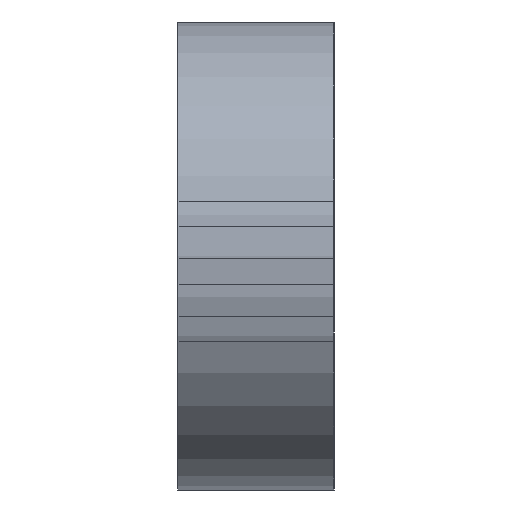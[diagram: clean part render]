
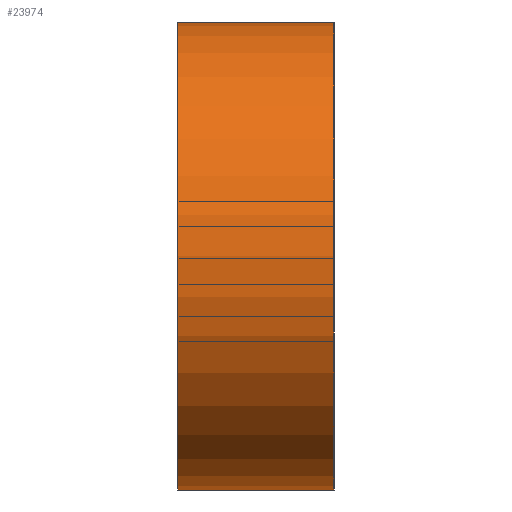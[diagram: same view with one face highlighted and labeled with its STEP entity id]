
A CAD part, left-side view. The second image highlights one B-rep face of the part: STEP entity #23974.
In plain terms, the highlighted cylindrical face has radius 38.1 mm (diameter 76.2 mm), a partial arc.
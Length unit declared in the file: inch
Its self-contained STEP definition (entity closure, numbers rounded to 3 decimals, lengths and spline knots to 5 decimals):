
#376 = CARTESIAN_POINT ( 'NONE',  ( -9.55006, 1., -1.5 ) ) ;
#1392 = DIRECTION ( 'NONE',  ( 0., 0., 1. ) ) ;
#1467 = EDGE_CURVE ( 'NONE', #18832, #15596, #22644, .T. ) ;
#3241 = VERTEX_POINT ( 'NONE', #5248 ) ;
#4143 = AXIS2_PLACEMENT_3D ( 'NONE', #6965, #21607, #9089 ) ;
#4424 = CIRCLE ( 'NONE', #4143, 1.5 ) ;
#4590 = ORIENTED_EDGE ( 'NONE', *, *, #1467, .F. ) ;
#5248 = CARTESIAN_POINT ( 'NONE',  ( -9.55006, 1., -1.5 ) ) ;
#5847 = EDGE_CURVE ( 'NONE', #3241, #23577, #10655, .T. ) ;
#6838 = FACE_OUTER_BOUND ( 'NONE', #12218, .T. ) ;
#6965 = CARTESIAN_POINT ( 'NONE',  ( -9.55006, 1., 0. ) ) ;
#7044 = CARTESIAN_POINT ( 'NONE',  ( -9.55006, 1., 0. ) ) ;
#7867 = ORIENTED_EDGE ( 'NONE', *, *, #20545, .F. ) ;
#7946 = DIRECTION ( 'NONE',  ( 0., -1., 0. ) ) ;
#8198 = CARTESIAN_POINT ( 'NONE',  ( -9.55006, 0., 1.5 ) ) ;
#9089 = DIRECTION ( 'NONE',  ( 0., 0., 1. ) ) ;
#9858 = CARTESIAN_POINT ( 'NONE',  ( -9.55006, 0., -1.5 ) ) ;
#10104 = AXIS2_PLACEMENT_3D ( 'NONE', #26491, #13957, #1392 ) ;
#10655 = LINE ( 'NONE', #376, #26681 ) ;
#10683 = EDGE_CURVE ( 'NONE', #23577, #15596, #26909, .T. ) ;
#11124 = CYLINDRICAL_SURFACE ( 'NONE', #13570, 1.5 ) ;
#12218 = EDGE_LOOP ( 'NONE', ( #21489, #4590, #7867, #20709 ) ) ;
#13570 = AXIS2_PLACEMENT_3D ( 'NONE', #7044, #21705, #23800 ) ;
#13957 = DIRECTION ( 'NONE',  ( 0., 1., 0. ) ) ;
#15057 = DIRECTION ( 'NONE',  ( 0., -1., 0. ) ) ;
#15596 = VERTEX_POINT ( 'NONE', #8198 ) ;
#18266 = CARTESIAN_POINT ( 'NONE',  ( -9.55006, 1., 1.5 ) ) ;
#18832 = VERTEX_POINT ( 'NONE', #18266 ) ;
#20488 = CARTESIAN_POINT ( 'NONE',  ( -9.55006, 1., 1.5 ) ) ;
#20545 = EDGE_CURVE ( 'NONE', #3241, #18832, #4424, .T. ) ;
#20709 = ORIENTED_EDGE ( 'NONE', *, *, #5847, .T. ) ;
#21489 = ORIENTED_EDGE ( 'NONE', *, *, #10683, .T. ) ;
#21607 = DIRECTION ( 'NONE',  ( 0., 1., 0. ) ) ;
#21705 = DIRECTION ( 'NONE',  ( 0., -1., 0. ) ) ;
#22644 = LINE ( 'NONE', #20488, #23271 ) ;
#23271 = VECTOR ( 'NONE', #7946, 39.37008 ) ;
#23577 = VERTEX_POINT ( 'NONE', #9858 ) ;
#23800 = DIRECTION ( 'NONE',  ( 0., 0., -1. ) ) ;
#23974 = ADVANCED_FACE ( 'NONE', ( #6838 ), #11124, .T. ) ;
#26491 = CARTESIAN_POINT ( 'NONE',  ( -9.55006, 0., 0. ) ) ;
#26681 = VECTOR ( 'NONE', #15057, 39.37008 ) ;
#26909 = CIRCLE ( 'NONE', #10104, 1.5 ) ;
